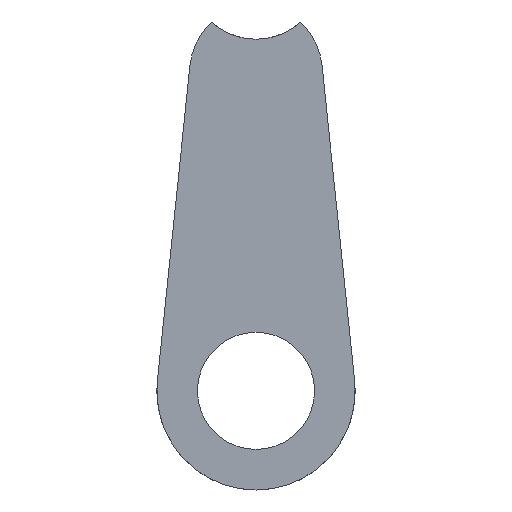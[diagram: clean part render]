
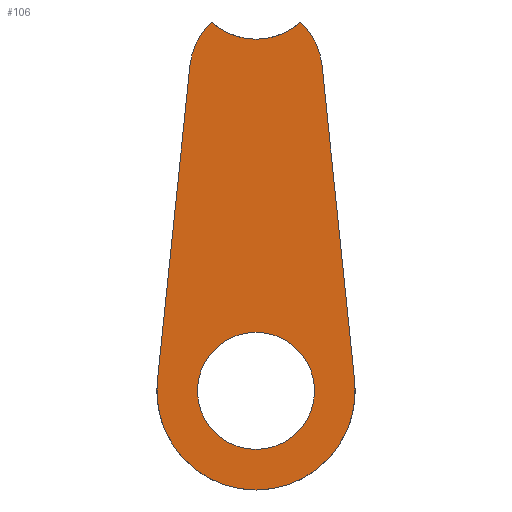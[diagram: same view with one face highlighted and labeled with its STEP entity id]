
A CAD part, front view. The second image highlights one B-rep face of the part: STEP entity #106.
In plain terms, the highlighted planar face has unit normal (0, -1, 0).
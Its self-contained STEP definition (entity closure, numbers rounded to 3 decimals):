
#5 = LINE ( 'NONE', #84, #30 ) ;
#19 = ORIENTED_EDGE ( 'NONE', *, *, #915, .T. ) ;
#30 = VECTOR ( 'NONE', #413, 1000. ) ;
#60 = DIRECTION ( 'NONE',  ( 0., 0., 1. ) ) ;
#73 = CARTESIAN_POINT ( 'NONE',  ( 75.797, 0., 7.827 ) ) ;
#81 = AXIS2_PLACEMENT_3D ( 'NONE', #186, #490, #665 ) ;
#82 = DIRECTION ( 'NONE',  ( 0., 1., 0. ) ) ;
#84 = CARTESIAN_POINT ( 'NONE',  ( -75.797, 0., 7.827 ) ) ;
#96 = CARTESIAN_POINT ( 'NONE',  ( -50.8, 0., 249.907 ) ) ;
#106 = ADVANCED_FACE ( 'NONE', ( #1050, #473 ), #309, .F. ) ;
#113 = VERTEX_POINT ( 'NONE', #478 ) ;
#116 = CIRCLE ( 'NONE', #543, 53.85 ) ;
#135 = ORIENTED_EDGE ( 'NONE', *, *, #1023, .T. ) ;
#137 = LINE ( 'NONE', #73, #606 ) ;
#145 = EDGE_CURVE ( 'NONE', #428, #982, #1068, .T. ) ;
#159 = EDGE_LOOP ( 'NONE', ( #625, #135 ) ) ;
#162 = DIRECTION ( 'NONE',  ( 0., 1., 0. ) ) ;
#165 = CARTESIAN_POINT ( 'NONE',  ( 0., 0., 321.103 ) ) ;
#186 = CARTESIAN_POINT ( 'NONE',  ( 2.765, 0., 244.374 ) ) ;
#190 = CARTESIAN_POINT ( 'NONE',  ( 0., 0., 0. ) ) ;
#199 = CARTESIAN_POINT ( 'NONE',  ( 0., 0., 45. ) ) ;
#201 = CIRCLE ( 'NONE', #917, 45. ) ;
#206 = DIRECTION ( 'NONE',  ( 0., 0., 1. ) ) ;
#207 = EDGE_CURVE ( 'NONE', #740, #589, #116, .T. ) ;
#218 = CIRCLE ( 'NONE', #651, 76.2 ) ;
#220 = ORIENTED_EDGE ( 'NONE', *, *, #399, .F. ) ;
#235 = CARTESIAN_POINT ( 'NONE',  ( 0., 0., 0. ) ) ;
#241 = VERTEX_POINT ( 'NONE', #96 ) ;
#245 = CARTESIAN_POINT ( 'NONE',  ( -2.765, 0., 244.374 ) ) ;
#249 = VERTEX_POINT ( 'NONE', #573 ) ;
#250 = EDGE_CURVE ( 'NONE', #361, #241, #252, .T. ) ;
#252 = CIRCLE ( 'NONE', #81, 53.85 ) ;
#255 = AXIS2_PLACEMENT_3D ( 'NONE', #165, #82, #747 ) ;
#282 = DIRECTION ( 'NONE',  ( 0., 0., 1. ) ) ;
#297 = ORIENTED_EDGE ( 'NONE', *, *, #145, .F. ) ;
#309 = PLANE ( 'NONE',  #913 ) ;
#327 = EDGE_CURVE ( 'NONE', #1000, #241, #5, .T. ) ;
#340 = ORIENTED_EDGE ( 'NONE', *, *, #207, .F. ) ;
#361 = VERTEX_POINT ( 'NONE', #611 ) ;
#399 = EDGE_CURVE ( 'NONE', #982, #1000, #218, .T. ) ;
#400 = DIRECTION ( 'NONE',  ( -0.103, 0., 0.995 ) ) ;
#404 = EDGE_CURVE ( 'NONE', #249, #940, #201, .T. ) ;
#413 = DIRECTION ( 'NONE',  ( 0.103, 0., 0.995 ) ) ;
#418 = CIRCLE ( 'NONE', #942, 45. ) ;
#428 = VERTEX_POINT ( 'NONE', #773 ) ;
#456 = CARTESIAN_POINT ( 'NONE',  ( 0., 0., 0. ) ) ;
#463 = DIRECTION ( 'NONE',  ( 0., 0., 1. ) ) ;
#464 = ORIENTED_EDGE ( 'NONE', *, *, #668, .T. ) ;
#473 = FACE_BOUND ( 'NONE', #159, .T. ) ;
#478 = CARTESIAN_POINT ( 'NONE',  ( 0., 0., 270.303 ) ) ;
#490 = DIRECTION ( 'NONE',  ( 0., -1., 0. ) ) ;
#502 = CIRCLE ( 'NONE', #761, 50.8 ) ;
#543 = AXIS2_PLACEMENT_3D ( 'NONE', #245, #883, #60 ) ;
#549 = CARTESIAN_POINT ( 'NONE',  ( 50.8, 0., 249.907 ) ) ;
#557 = CARTESIAN_POINT ( 'NONE',  ( 0., 0., 0. ) ) ;
#562 = DIRECTION ( 'NONE',  ( 0., 1., 0. ) ) ;
#573 = CARTESIAN_POINT ( 'NONE',  ( 0., 0., -45. ) ) ;
#580 = AXIS2_PLACEMENT_3D ( 'NONE', #235, #562, #463 ) ;
#589 = VERTEX_POINT ( 'NONE', #549 ) ;
#598 = DIRECTION ( 'NONE',  ( 0., 0., 1. ) ) ;
#606 = VECTOR ( 'NONE', #400, 1000. ) ;
#611 = CARTESIAN_POINT ( 'NONE',  ( -34.196, 0., 283.537 ) ) ;
#617 = DIRECTION ( 'NONE',  ( 0., 1., 0. ) ) ;
#621 = CARTESIAN_POINT ( 'NONE',  ( 0., 0., 321.103 ) ) ;
#624 = ORIENTED_EDGE ( 'NONE', *, *, #1057, .T. ) ;
#625 = ORIENTED_EDGE ( 'NONE', *, *, #404, .T. ) ;
#634 = DIRECTION ( 'NONE',  ( 0., 0., 1. ) ) ;
#644 = DIRECTION ( 'NONE',  ( 0., 1., 0. ) ) ;
#647 = EDGE_LOOP ( 'NONE', ( #297, #624, #340, #19, #464, #810, #726, #220 ) ) ;
#651 = AXIS2_PLACEMENT_3D ( 'NONE', #1034, #617, #598 ) ;
#665 = DIRECTION ( 'NONE',  ( 0., 0., 1. ) ) ;
#668 = EDGE_CURVE ( 'NONE', #113, #361, #921, .T. ) ;
#726 = ORIENTED_EDGE ( 'NONE', *, *, #327, .F. ) ;
#727 = CARTESIAN_POINT ( 'NONE',  ( -75.797, 0., 7.827 ) ) ;
#740 = VERTEX_POINT ( 'NONE', #997 ) ;
#747 = DIRECTION ( 'NONE',  ( 0., 0., 1. ) ) ;
#761 = AXIS2_PLACEMENT_3D ( 'NONE', #621, #1029, #282 ) ;
#773 = CARTESIAN_POINT ( 'NONE',  ( 75.797, 0., 7.827 ) ) ;
#782 = DIRECTION ( 'NONE',  ( 0., 1., 0. ) ) ;
#810 = ORIENTED_EDGE ( 'NONE', *, *, #250, .T. ) ;
#811 = DIRECTION ( 'NONE',  ( 0., 0., 1. ) ) ;
#883 = DIRECTION ( 'NONE',  ( 0., 1., 0. ) ) ;
#885 = CARTESIAN_POINT ( 'NONE',  ( 0., 0., -76.2 ) ) ;
#913 = AXIS2_PLACEMENT_3D ( 'NONE', #557, #162, #634 ) ;
#915 = EDGE_CURVE ( 'NONE', #740, #113, #502, .T. ) ;
#917 = AXIS2_PLACEMENT_3D ( 'NONE', #190, #782, #206 ) ;
#921 = CIRCLE ( 'NONE', #255, 50.8 ) ;
#940 = VERTEX_POINT ( 'NONE', #199 ) ;
#942 = AXIS2_PLACEMENT_3D ( 'NONE', #456, #644, #811 ) ;
#982 = VERTEX_POINT ( 'NONE', #885 ) ;
#997 = CARTESIAN_POINT ( 'NONE',  ( 34.196, 0., 283.537 ) ) ;
#1000 = VERTEX_POINT ( 'NONE', #727 ) ;
#1023 = EDGE_CURVE ( 'NONE', #940, #249, #418, .T. ) ;
#1029 = DIRECTION ( 'NONE',  ( 0., 1., 0. ) ) ;
#1034 = CARTESIAN_POINT ( 'NONE',  ( 0., 0., 0. ) ) ;
#1050 = FACE_OUTER_BOUND ( 'NONE', #647, .T. ) ;
#1057 = EDGE_CURVE ( 'NONE', #428, #589, #137, .T. ) ;
#1068 = CIRCLE ( 'NONE', #580, 76.2 ) ;
